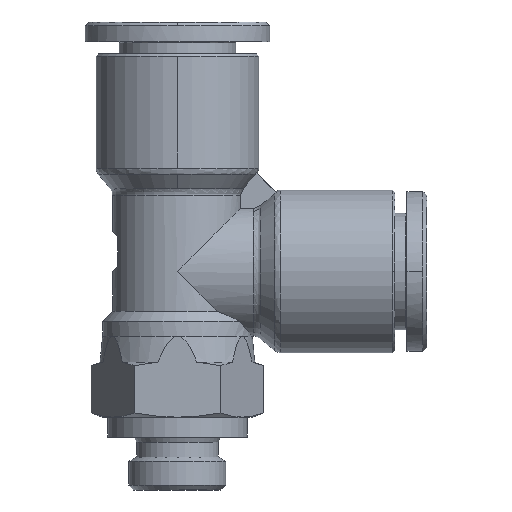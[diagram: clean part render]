
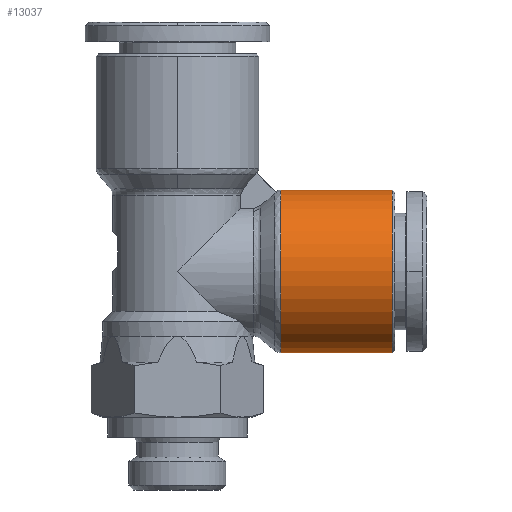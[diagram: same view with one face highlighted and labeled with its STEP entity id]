
A CAD part, front view. The second image highlights one B-rep face of the part: STEP entity #13037.
In plain terms, the highlighted cylindrical face has radius 8.15 mm (diameter 16.3 mm), a partial arc.
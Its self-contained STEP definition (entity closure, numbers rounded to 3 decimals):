
#991 = DIRECTION ( 'NONE',  ( 0., 0., -1. ) ) ;
#1021 = CARTESIAN_POINT ( 'NONE',  ( 1.126, 0., 8.15 ) ) ;
#4411 = CIRCLE ( 'NONE', #11412, 8.15 ) ;
#4828 = CIRCLE ( 'NONE', #18954, 8.15 ) ;
#5890 = CYLINDRICAL_SURFACE ( 'NONE', #28938, 8.15 ) ;
#7131 = CARTESIAN_POINT ( 'NONE',  ( 12.317, 0., -8.15 ) ) ;
#7893 = ORIENTED_EDGE ( 'NONE', *, *, #8753, .F. ) ;
#8753 = EDGE_CURVE ( 'NONE', #16016, #28861, #4411, .T. ) ;
#9914 = DIRECTION ( 'NONE',  ( 1., 0., 0. ) ) ;
#9944 = ORIENTED_EDGE ( 'NONE', *, *, #21306, .T. ) ;
#10002 = CARTESIAN_POINT ( 'NONE',  ( 5.767, 0., -8.15 ) ) ;
#10323 = CARTESIAN_POINT ( 'NONE',  ( 12.317, -8.15, 0. ) ) ;
#10771 = DIRECTION ( 'NONE',  ( 0., 0., 1. ) ) ;
#11091 = CARTESIAN_POINT ( 'NONE',  ( 12.317, 0., 0. ) ) ;
#11246 = CIRCLE ( 'NONE', #25255, 8.15 ) ;
#11412 = AXIS2_PLACEMENT_3D ( 'NONE', #14623, #9914, #19292 ) ;
#11457 = DIRECTION ( 'NONE',  ( 0., 0., -1. ) ) ;
#11869 = CARTESIAN_POINT ( 'NONE',  ( 5.767, 0., 8.15 ) ) ;
#12237 = DIRECTION ( 'NONE',  ( 1., 0., 0. ) ) ;
#12645 = CARTESIAN_POINT ( 'NONE',  ( 1.126, 0., 0. ) ) ;
#13037 = ADVANCED_FACE ( 'NONE', ( #16760 ), #5890, .T. ) ;
#13268 = CARTESIAN_POINT ( 'NONE',  ( 1.126, 0., -8.15 ) ) ;
#13767 = EDGE_CURVE ( 'NONE', #22572, #14478, #25290, .T. ) ;
#13981 = DIRECTION ( 'NONE',  ( 1., 0., 0. ) ) ;
#14087 = VECTOR ( 'NONE', #26890, 1000. ) ;
#14478 = VERTEX_POINT ( 'NONE', #24065 ) ;
#14623 = CARTESIAN_POINT ( 'NONE',  ( 12.317, 0., 0. ) ) ;
#15018 = DIRECTION ( 'NONE',  ( 1., 0., 0. ) ) ;
#16016 = VERTEX_POINT ( 'NONE', #10323 ) ;
#16760 = FACE_OUTER_BOUND ( 'NONE', #16858, .T. ) ;
#16858 = EDGE_LOOP ( 'NONE', ( #26279, #23892, #9944, #7893, #25616 ) ) ;
#18954 = AXIS2_PLACEMENT_3D ( 'NONE', #11091, #23187, #10771 ) ;
#19292 = DIRECTION ( 'NONE',  ( 0., 0., 1. ) ) ;
#19343 = EDGE_CURVE ( 'NONE', #22572, #19573, #11246, .T. ) ;
#19573 = VERTEX_POINT ( 'NONE', #13268 ) ;
#20819 = VECTOR ( 'NONE', #12237, 1000. ) ;
#21306 = EDGE_CURVE ( 'NONE', #19573, #28861, #27933, .T. ) ;
#22572 = VERTEX_POINT ( 'NONE', #1021 ) ;
#23187 = DIRECTION ( 'NONE',  ( 1., 0., 0. ) ) ;
#23892 = ORIENTED_EDGE ( 'NONE', *, *, #19343, .T. ) ;
#24065 = CARTESIAN_POINT ( 'NONE',  ( 12.317, 0., 8.15 ) ) ;
#25255 = AXIS2_PLACEMENT_3D ( 'NONE', #12645, #15018, #991 ) ;
#25290 = LINE ( 'NONE', #11869, #14087 ) ;
#25616 = ORIENTED_EDGE ( 'NONE', *, *, #25853, .F. ) ;
#25853 = EDGE_CURVE ( 'NONE', #14478, #16016, #4828, .T. ) ;
#26279 = ORIENTED_EDGE ( 'NONE', *, *, #13767, .F. ) ;
#26890 = DIRECTION ( 'NONE',  ( 1., 0., 0. ) ) ;
#27933 = LINE ( 'NONE', #10002, #20819 ) ;
#28556 = CARTESIAN_POINT ( 'NONE',  ( 5.767, 0., 0. ) ) ;
#28861 = VERTEX_POINT ( 'NONE', #7131 ) ;
#28938 = AXIS2_PLACEMENT_3D ( 'NONE', #28556, #13981, #11457 ) ;
